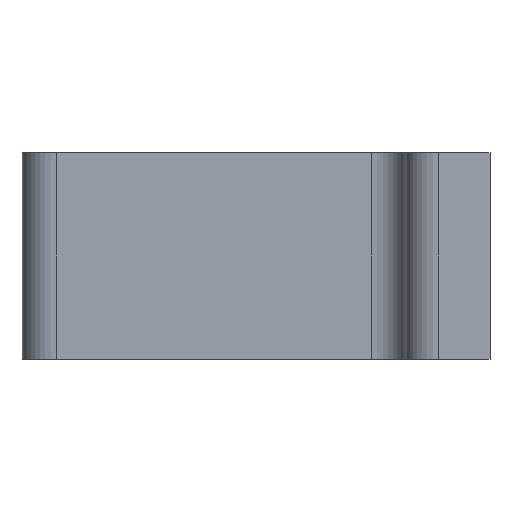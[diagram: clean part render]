
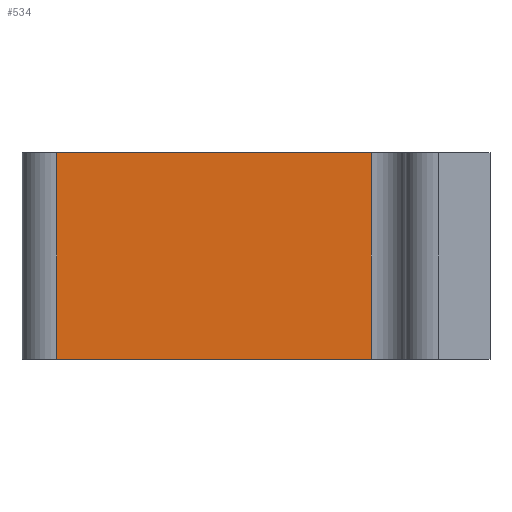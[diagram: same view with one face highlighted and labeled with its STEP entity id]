
A CAD part, left-side view. The second image highlights one B-rep face of the part: STEP entity #534.
In plain terms, the highlighted planar face has unit normal (-1, 0, 0).
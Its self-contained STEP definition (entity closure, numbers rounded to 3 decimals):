
#11 = EDGE_LOOP ( 'NONE', ( #251, #642, #634, #384 ) ) ;
#22 = VECTOR ( 'NONE', #242, 1000. ) ;
#27 = EDGE_CURVE ( 'NONE', #68, #430, #441, .T. ) ;
#51 = AXIS2_PLACEMENT_3D ( 'NONE', #360, #111, #147 ) ;
#55 = VECTOR ( 'NONE', #524, 1000. ) ;
#68 = VERTEX_POINT ( 'NONE', #472 ) ;
#111 = DIRECTION ( 'NONE',  ( 1., 0., 0. ) ) ;
#119 = CARTESIAN_POINT ( 'NONE',  ( -1.453, 10.51, -2.5 ) ) ;
#134 = VERTEX_POINT ( 'NONE', #119 ) ;
#147 = DIRECTION ( 'NONE',  ( 0., 1., 0. ) ) ;
#203 = DIRECTION ( 'NONE',  ( 0., -1., 0. ) ) ;
#242 = DIRECTION ( 'NONE',  ( 0., -1., 0. ) ) ;
#251 = ORIENTED_EDGE ( 'NONE', *, *, #367, .T. ) ;
#337 = CARTESIAN_POINT ( 'NONE',  ( -1.453, 2.88, -2.5 ) ) ;
#339 = FACE_OUTER_BOUND ( 'NONE', #11, .T. ) ;
#358 = CARTESIAN_POINT ( 'NONE',  ( -1.453, 10.51, 2.5 ) ) ;
#360 = CARTESIAN_POINT ( 'NONE',  ( -1.453, 2.88, 2.5 ) ) ;
#363 = CARTESIAN_POINT ( 'NONE',  ( -1.453, 2.88, 2.5 ) ) ;
#367 = EDGE_CURVE ( 'NONE', #134, #430, #465, .T. ) ;
#373 = VECTOR ( 'NONE', #658, 1000. ) ;
#384 = ORIENTED_EDGE ( 'NONE', *, *, #404, .T. ) ;
#404 = EDGE_CURVE ( 'NONE', #529, #134, #475, .T. ) ;
#430 = VERTEX_POINT ( 'NONE', #337 ) ;
#441 = LINE ( 'NONE', #517, #55 ) ;
#465 = LINE ( 'NONE', #500, #22 ) ;
#472 = CARTESIAN_POINT ( 'NONE',  ( -1.453, 2.88, 2.5 ) ) ;
#475 = LINE ( 'NONE', #492, #373 ) ;
#492 = CARTESIAN_POINT ( 'NONE',  ( -1.453, 10.51, 2.5 ) ) ;
#500 = CARTESIAN_POINT ( 'NONE',  ( -1.453, 2.88, -2.5 ) ) ;
#516 = PLANE ( 'NONE',  #51 ) ;
#517 = CARTESIAN_POINT ( 'NONE',  ( -1.453, 2.88, 2.5 ) ) ;
#524 = DIRECTION ( 'NONE',  ( 0., 0., -1. ) ) ;
#529 = VERTEX_POINT ( 'NONE', #358 ) ;
#534 = ADVANCED_FACE ( 'NONE', ( #339 ), #516, .F. ) ;
#599 = VECTOR ( 'NONE', #203, 1000. ) ;
#630 = EDGE_CURVE ( 'NONE', #529, #68, #641, .T. ) ;
#634 = ORIENTED_EDGE ( 'NONE', *, *, #630, .F. ) ;
#641 = LINE ( 'NONE', #363, #599 ) ;
#642 = ORIENTED_EDGE ( 'NONE', *, *, #27, .F. ) ;
#658 = DIRECTION ( 'NONE',  ( 0., 0., -1. ) ) ;
